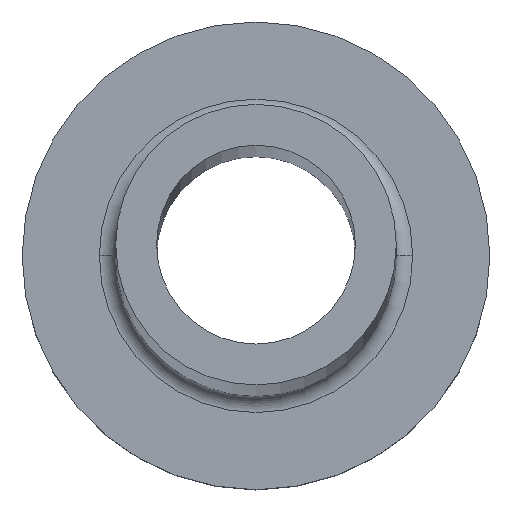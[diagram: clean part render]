
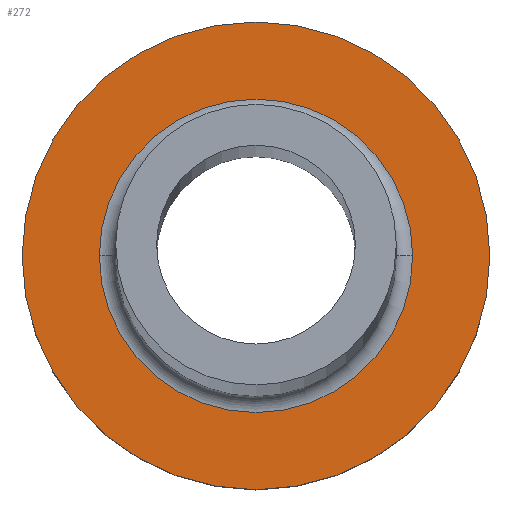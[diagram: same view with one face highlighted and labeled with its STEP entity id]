
A CAD part, top view. The second image highlights one B-rep face of the part: STEP entity #272.
In plain terms, the highlighted planar face has unit normal (0, 0, 1).
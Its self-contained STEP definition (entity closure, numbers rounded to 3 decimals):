
#4 = DIRECTION ( 'NONE',  ( 1., 0., 0. ) ) ;
#15 = EDGE_LOOP ( 'NONE', ( #297, #265 ) ) ;
#22 = CIRCLE ( 'NONE', #197, 10. ) ;
#27 = CIRCLE ( 'NONE', #255, 10. ) ;
#28 = CARTESIAN_POINT ( 'NONE',  ( 10., 0., 7. ) ) ;
#31 = DIRECTION ( 'NONE',  ( 1., 0., 0. ) ) ;
#34 = CARTESIAN_POINT ( 'NONE',  ( -6.7, 0., 7. ) ) ;
#60 = DIRECTION ( 'NONE',  ( 0., 0., 1. ) ) ;
#61 = EDGE_LOOP ( 'NONE', ( #237, #337 ) ) ;
#78 = VERTEX_POINT ( 'NONE', #105 ) ;
#82 = FACE_OUTER_BOUND ( 'NONE', #15, .T. ) ;
#87 = CARTESIAN_POINT ( 'NONE',  ( 0., 0., 7. ) ) ;
#99 = CARTESIAN_POINT ( 'NONE',  ( 0., 0., 7. ) ) ;
#105 = CARTESIAN_POINT ( 'NONE',  ( -10., 0., 7. ) ) ;
#108 = DIRECTION ( 'NONE',  ( 1., 0., 0. ) ) ;
#130 = EDGE_CURVE ( 'NONE', #293, #78, #22, .T. ) ;
#145 = FACE_BOUND ( 'NONE', #61, .T. ) ;
#165 = CARTESIAN_POINT ( 'NONE',  ( 0., 0., 7. ) ) ;
#174 = DIRECTION ( 'NONE',  ( 1., 0., 0. ) ) ;
#176 = VERTEX_POINT ( 'NONE', #258 ) ;
#183 = DIRECTION ( 'NONE',  ( 0., 0., -1. ) ) ;
#186 = AXIS2_PLACEMENT_3D ( 'NONE', #99, #183, #362 ) ;
#197 = AXIS2_PLACEMENT_3D ( 'NONE', #165, #247, #108 ) ;
#199 = CARTESIAN_POINT ( 'NONE',  ( 0., 0., 7. ) ) ;
#201 = EDGE_CURVE ( 'NONE', #239, #176, #218, .T. ) ;
#218 = CIRCLE ( 'NONE', #294, 6.7 ) ;
#237 = ORIENTED_EDGE ( 'NONE', *, *, #374, .T. ) ;
#239 = VERTEX_POINT ( 'NONE', #34 ) ;
#247 = DIRECTION ( 'NONE',  ( 0., 0., 1. ) ) ;
#255 = AXIS2_PLACEMENT_3D ( 'NONE', #199, #60, #31 ) ;
#258 = CARTESIAN_POINT ( 'NONE',  ( 6.7, 0., 7. ) ) ;
#262 = PLANE ( 'NONE',  #312 ) ;
#265 = ORIENTED_EDGE ( 'NONE', *, *, #130, .T. ) ;
#272 = ADVANCED_FACE ( 'NONE', ( #145, #82 ), #262, .T. ) ;
#293 = VERTEX_POINT ( 'NONE', #28 ) ;
#294 = AXIS2_PLACEMENT_3D ( 'NONE', #356, #380, #174 ) ;
#297 = ORIENTED_EDGE ( 'NONE', *, *, #318, .T. ) ;
#312 = AXIS2_PLACEMENT_3D ( 'NONE', #87, #320, #4 ) ;
#318 = EDGE_CURVE ( 'NONE', #78, #293, #27, .T. ) ;
#320 = DIRECTION ( 'NONE',  ( 0., 0., 1. ) ) ;
#337 = ORIENTED_EDGE ( 'NONE', *, *, #201, .T. ) ;
#355 = CIRCLE ( 'NONE', #186, 6.7 ) ;
#356 = CARTESIAN_POINT ( 'NONE',  ( 0., 0., 7. ) ) ;
#362 = DIRECTION ( 'NONE',  ( 1., 0., 0. ) ) ;
#374 = EDGE_CURVE ( 'NONE', #176, #239, #355, .T. ) ;
#380 = DIRECTION ( 'NONE',  ( 0., 0., -1. ) ) ;
